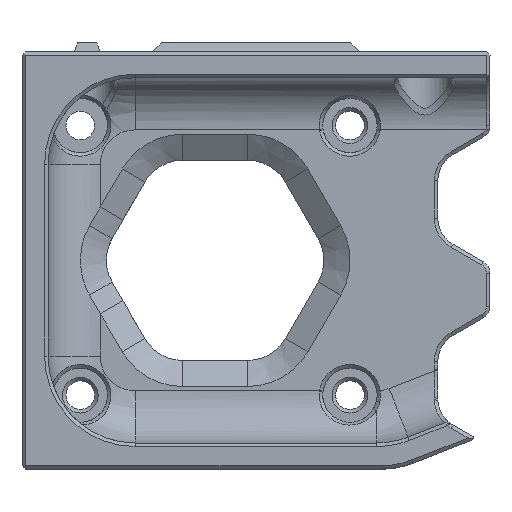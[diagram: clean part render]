
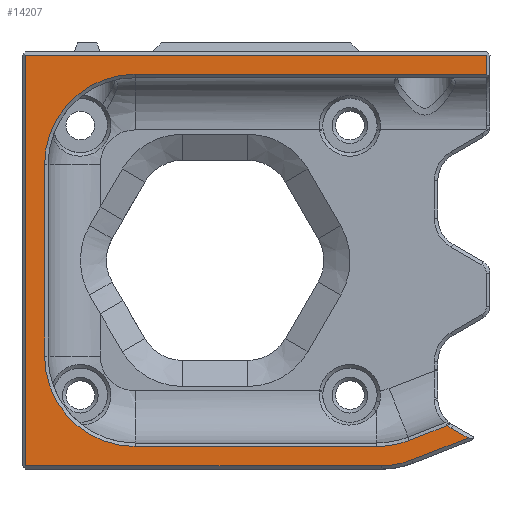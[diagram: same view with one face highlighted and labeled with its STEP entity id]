
A CAD part, front view. The second image highlights one B-rep face of the part: STEP entity #14207.
In plain terms, the highlighted planar face has unit normal (0, -1, 0).
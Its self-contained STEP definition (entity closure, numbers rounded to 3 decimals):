
#290=PLANE('',#15181);
#971=FACE_OUTER_BOUND('',#1853,.T.);
#1853=EDGE_LOOP('',(#10183,#10184,#10185,#10186,#10187,#10188,#10189,#10190,
#10191,#10192,#10193,#10194,#10195,#10196,#10197));
#2853=LINE('',#22699,#4318);
#2854=LINE('',#22703,#4319);
#2855=LINE('',#22707,#4320);
#2856=LINE('',#22711,#4321);
#2857=LINE('',#22713,#4322);
#2858=LINE('',#22715,#4323);
#2859=LINE('',#22717,#4324);
#2860=LINE('',#22719,#4325);
#2861=LINE('',#22723,#4326);
#2862=LINE('',#22725,#4327);
#4318=VECTOR('',#17008,10.);
#4319=VECTOR('',#17011,10.);
#4320=VECTOR('',#17014,10.);
#4321=VECTOR('',#17017,10.);
#4322=VECTOR('',#17018,10.);
#4323=VECTOR('',#17019,10.);
#4324=VECTOR('',#17020,10.);
#4325=VECTOR('',#17021,10.);
#4326=VECTOR('',#17024,10.);
#4327=VECTOR('',#17025,10.);
#5659=CIRCLE('',#15182,10.4);
#5660=CIRCLE('',#15183,10.4);
#5661=CIRCLE('',#15184,10.4);
#5662=CIRCLE('',#15185,9.6);
#5663=CIRCLE('',#15186,3.9);
#6380=VERTEX_POINT('',#22697);
#6381=VERTEX_POINT('',#22698);
#6382=VERTEX_POINT('',#22700);
#6383=VERTEX_POINT('',#22702);
#6384=VERTEX_POINT('',#22704);
#6385=VERTEX_POINT('',#22706);
#6386=VERTEX_POINT('',#22708);
#6387=VERTEX_POINT('',#22710);
#6388=VERTEX_POINT('',#22712);
#6389=VERTEX_POINT('',#22714);
#6390=VERTEX_POINT('',#22716);
#6391=VERTEX_POINT('',#22718);
#6392=VERTEX_POINT('',#22720);
#6393=VERTEX_POINT('',#22722);
#6394=VERTEX_POINT('',#22724);
#7798=EDGE_CURVE('',#6380,#6381,#2853,.T.);
#7799=EDGE_CURVE('',#6382,#6380,#5659,.T.);
#7800=EDGE_CURVE('',#6383,#6382,#2854,.T.);
#7801=EDGE_CURVE('',#6384,#6383,#5660,.T.);
#7802=EDGE_CURVE('',#6385,#6384,#2855,.T.);
#7803=EDGE_CURVE('',#6386,#6385,#5661,.T.);
#7804=EDGE_CURVE('',#6387,#6386,#2856,.T.);
#7805=EDGE_CURVE('',#6388,#6387,#2857,.T.);
#7806=EDGE_CURVE('',#6389,#6388,#2858,.T.);
#7807=EDGE_CURVE('',#6390,#6389,#2859,.T.);
#7808=EDGE_CURVE('',#6391,#6390,#2860,.T.);
#7809=EDGE_CURVE('',#6392,#6391,#5662,.T.);
#7810=EDGE_CURVE('',#6393,#6392,#2861,.T.);
#7811=EDGE_CURVE('',#6394,#6393,#2862,.T.);
#7812=EDGE_CURVE('',#6381,#6394,#5663,.T.);
#10183=ORIENTED_EDGE('',*,*,#7798,.F.);
#10184=ORIENTED_EDGE('',*,*,#7799,.F.);
#10185=ORIENTED_EDGE('',*,*,#7800,.F.);
#10186=ORIENTED_EDGE('',*,*,#7801,.F.);
#10187=ORIENTED_EDGE('',*,*,#7802,.F.);
#10188=ORIENTED_EDGE('',*,*,#7803,.F.);
#10189=ORIENTED_EDGE('',*,*,#7804,.F.);
#10190=ORIENTED_EDGE('',*,*,#7805,.F.);
#10191=ORIENTED_EDGE('',*,*,#7806,.F.);
#10192=ORIENTED_EDGE('',*,*,#7807,.F.);
#10193=ORIENTED_EDGE('',*,*,#7808,.F.);
#10194=ORIENTED_EDGE('',*,*,#7809,.F.);
#10195=ORIENTED_EDGE('',*,*,#7810,.F.);
#10196=ORIENTED_EDGE('',*,*,#7811,.F.);
#10197=ORIENTED_EDGE('',*,*,#7812,.F.);
#14207=ADVANCED_FACE('',(#971),#290,.F.);
#15181=AXIS2_PLACEMENT_3D('',#22696,#17006,#17007);
#15182=AXIS2_PLACEMENT_3D('',#22701,#17009,#17010);
#15183=AXIS2_PLACEMENT_3D('',#22705,#17012,#17013);
#15184=AXIS2_PLACEMENT_3D('',#22709,#17015,#17016);
#15185=AXIS2_PLACEMENT_3D('',#22721,#17022,#17023);
#15186=AXIS2_PLACEMENT_3D('',#22726,#17026,#17027);
#17006=DIRECTION('center_axis',(0.,1.,0.));
#17007=DIRECTION('ref_axis',(0.,0.,
-1.));
#17008=DIRECTION('',(0.932,0.,0.363));
#17009=DIRECTION('center_axis',(0.,-1.,0.));
#17010=DIRECTION('ref_axis',(0.185,0.,-0.983));
#17011=DIRECTION('',(1.,0.,0.));
#17012=DIRECTION('center_axis',(0.,-1.,0.));
#17013=DIRECTION('ref_axis',(-0.707,0.,-0.707));
#17014=DIRECTION('',(0.,0.,-1.));
#17015=DIRECTION('center_axis',(0.,-1.,0.));
#17016=DIRECTION('ref_axis',(-0.707,0.,0.707));
#17017=DIRECTION('',(-1.,0.,0.));
#17018=DIRECTION('',(0.,0.,-1.));
#17019=DIRECTION('',(1.,0.,0.));
#17020=DIRECTION('',(0.,0.,1.));
#17021=DIRECTION('',(-1.,0.,0.));
#17022=DIRECTION('center_axis',(0.,1.,0.));
#17023=DIRECTION('ref_axis',(0.185,0.,-0.983));
#17024=DIRECTION('',(-0.932,0.,-0.363));
#17025=DIRECTION('',(0.866,0.,-0.5));
#17026=DIRECTION('center_axis',(0.,-1.,0.));
#17027=DIRECTION('ref_axis',(-0.866,0.,-0.5));
#22696=CARTESIAN_POINT('Origin',(-158.002,-115.,49.2));
#22697=CARTESIAN_POINT('',(-300.269,-115.,4.51));
#22698=CARTESIAN_POINT('',(-295.909,-115.,6.21));
#22699=CARTESIAN_POINT('',(-226.253,-115.,33.368));
#22700=CARTESIAN_POINT('',(-304.046,-115.,3.8));
#22701=CARTESIAN_POINT('Origin',(-304.046,-115.,14.2));
#22702=CARTESIAN_POINT('',(-331.802,-115.,3.8));
#22703=CARTESIAN_POINT('',(-249.902,-115.,3.8));
#22704=CARTESIAN_POINT('',(-342.202,-115.,14.2));
#22705=CARTESIAN_POINT('Origin',(-331.802,-115.,14.2));
#22706=CARTESIAN_POINT('',(-342.202,-115.,36.2));
#22707=CARTESIAN_POINT('',(-342.202,-115.,48.2));
#22708=CARTESIAN_POINT('',(-331.802,-115.,46.6));
#22709=CARTESIAN_POINT('Origin',(-331.802,-115.,36.2));
#22710=CARTESIAN_POINT('',(-291.402,-115.,46.6));
#22711=CARTESIAN_POINT('',(-158.002,-115.,46.6));
#22712=CARTESIAN_POINT('',(-291.402,-115.,48.8));
#22713=CARTESIAN_POINT('',(-291.402,-115.,37.2));
#22714=CARTESIAN_POINT('',(-344.402,-115.,48.8));
#22715=CARTESIAN_POINT('',(-158.002,-115.,48.8));
#22716=CARTESIAN_POINT('',(-344.402,-115.,1.6));
#22717=CARTESIAN_POINT('',(-344.402,-115.,49.7));
#22718=CARTESIAN_POINT('',(-303.482,-115.,1.6));
#22719=CARTESIAN_POINT('',(-237.402,-115.,1.6));
#22720=CARTESIAN_POINT('',(-299.995,-115.,2.256));
#22721=CARTESIAN_POINT('Origin',(-303.482,-115.,11.2));
#22722=CARTESIAN_POINT('',(-293.514,-115.,4.783));
#22723=CARTESIAN_POINT('',(-225.999,-115.,31.106));
#22724=CARTESIAN_POINT('',(-295.452,-115.,5.902));
#22725=CARTESIAN_POINT('',(-251.883,-115.,-19.253));
#22726=CARTESIAN_POINT('Origin',(-293.502,-115.,9.279));
